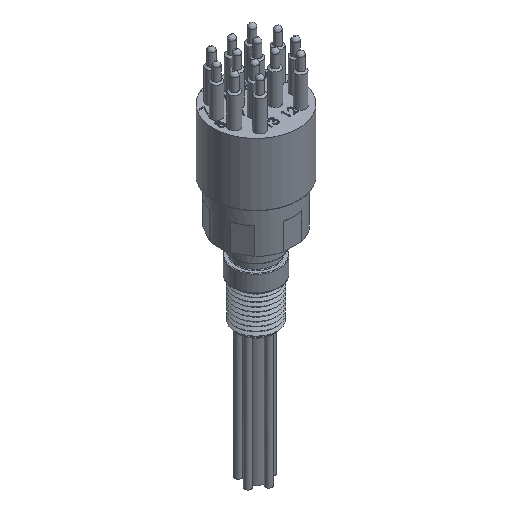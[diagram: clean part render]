
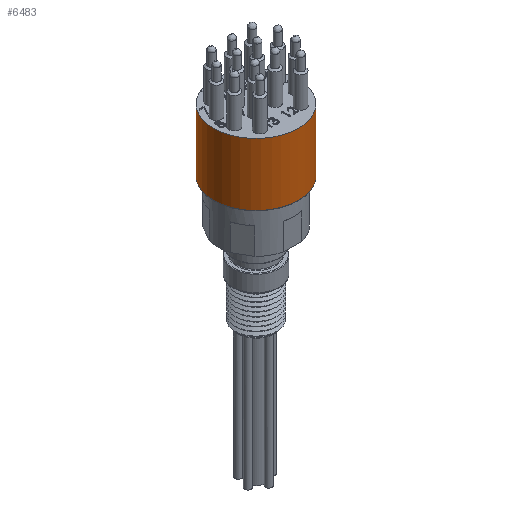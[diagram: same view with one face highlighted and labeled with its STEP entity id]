
A CAD part, isometric view. The second image highlights one B-rep face of the part: STEP entity #6483.
In plain terms, the highlighted cylindrical face has radius 12.675 mm (diameter 25.349 mm), a full revolution.
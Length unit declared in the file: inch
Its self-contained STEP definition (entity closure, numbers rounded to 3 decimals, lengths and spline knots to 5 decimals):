
#90=CYLINDRICAL_SURFACE('',#7054,0.499);
#987=LINE('',#16773,#1429);
#1429=VECTOR('',#8591,0.499);
#1777=FACE_OUTER_BOUND('',#2186,.T.);
#2186=EDGE_LOOP('',(#5897,#5898,#5899,#5900,#5901,#5902));
#2223=CIRCLE('',#6572,0.499);
#2224=CIRCLE('',#6573,0.499);
#2502=CIRCLE('',#7055,0.499);
#2503=CIRCLE('',#7056,0.499);
#2604=VERTEX_POINT('',#10894);
#2605=VERTEX_POINT('',#10895);
#3154=VERTEX_POINT('',#16770);
#3155=VERTEX_POINT('',#16771);
#3296=EDGE_CURVE('',#2604,#2605,#2223,.T.);
#3297=EDGE_CURVE('',#2605,#2604,#2224,.T.);
#4085=EDGE_CURVE('',#3154,#3155,#2502,.T.);
#4086=EDGE_CURVE('',#3155,#2605,#987,.T.);
#4087=EDGE_CURVE('',#3155,#3154,#2503,.T.);
#5897=ORIENTED_EDGE('',*,*,#4085,.T.);
#5898=ORIENTED_EDGE('',*,*,#4086,.T.);
#5899=ORIENTED_EDGE('',*,*,#3296,.F.);
#5900=ORIENTED_EDGE('',*,*,#3297,.F.);
#5901=ORIENTED_EDGE('',*,*,#4086,.F.);
#5902=ORIENTED_EDGE('',*,*,#4087,.T.);
#6483=ADVANCED_FACE('',(#1777),#90,.T.);
#6572=AXIS2_PLACEMENT_3D('',#10896,#7247,#7248);
#6573=AXIS2_PLACEMENT_3D('',#10897,#7249,#7250);
#7054=AXIS2_PLACEMENT_3D('',#16769,#8587,#8588);
#7055=AXIS2_PLACEMENT_3D('',#16772,#8589,#8590);
#7056=AXIS2_PLACEMENT_3D('',#16774,#8592,#8593);
#7247=DIRECTION('center_axis',(0.,0.,1.));
#7248=DIRECTION('ref_axis',(1.,0.,0.));
#7249=DIRECTION('center_axis',(0.,0.,1.));
#7250=DIRECTION('ref_axis',(1.,0.,0.));
#8587=DIRECTION('center_axis',(0.,0.,-1.));
#8588=DIRECTION('ref_axis',(-1.,0.,0.));
#8589=DIRECTION('center_axis',(0.,0.,1.));
#8590=DIRECTION('ref_axis',(-1.,0.,0.));
#8591=DIRECTION('',(0.,0.,1.));
#8592=DIRECTION('center_axis',(0.,0.,1.));
#8593=DIRECTION('ref_axis',(-1.,0.,0.));
#10894=CARTESIAN_POINT('',(-0.499,0.,0.583));
#10895=CARTESIAN_POINT('',(0.499,0.,0.583));
#10896=CARTESIAN_POINT('Origin',(0.,0.,0.583));
#10897=CARTESIAN_POINT('Origin',(0.,0.,0.583));
#16769=CARTESIAN_POINT('Origin',(0.,0.,0.583));
#16770=CARTESIAN_POINT('',(-0.499,0.,-0.151));
#16771=CARTESIAN_POINT('',(0.499,0.,-0.151));
#16772=CARTESIAN_POINT('Origin',(0.,0.,-0.151));
#16773=CARTESIAN_POINT('',(0.499,0.,0.583));
#16774=CARTESIAN_POINT('Origin',(0.,0.,-0.151));
